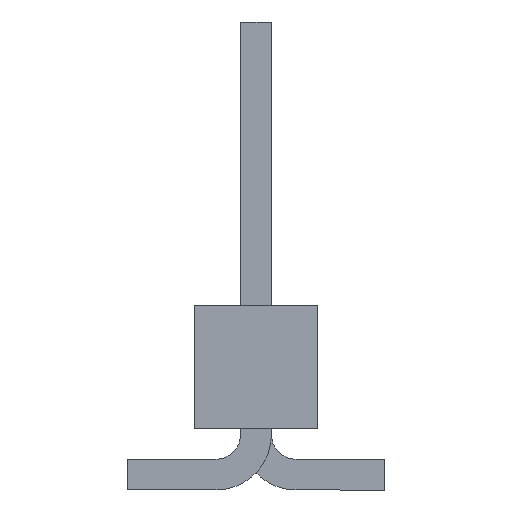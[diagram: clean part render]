
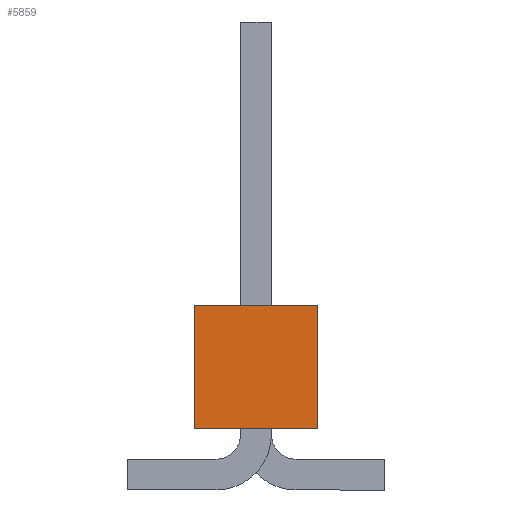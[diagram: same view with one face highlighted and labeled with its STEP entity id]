
A CAD part, left-side view. The second image highlights one B-rep face of the part: STEP entity #5859.
In plain terms, the highlighted face is planar.
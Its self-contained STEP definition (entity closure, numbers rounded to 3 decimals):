
#1304 = VERTEX_POINT('',#1305);
#1305 = CARTESIAN_POINT('',(24.13,1.27,1.27));
#1311 = EDGE_CURVE('',#1304,#1312,#1314,.T.);
#1312 = VERTEX_POINT('',#1313);
#1313 = CARTESIAN_POINT('',(24.13,1.27,-1.27));
#1314 = LINE('',#1315,#1316);
#1315 = CARTESIAN_POINT('',(24.13,1.27,1.27));
#1316 = VECTOR('',#1317,1.);
#1317 = DIRECTION('',(0.,0.,-1.));
#3102 = VERTEX_POINT('',#3103);
#3103 = CARTESIAN_POINT('',(24.13,-1.27,-1.27));
#3109 = EDGE_CURVE('',#3110,#3102,#3112,.T.);
#3110 = VERTEX_POINT('',#3111);
#3111 = CARTESIAN_POINT('',(24.13,-1.27,1.27));
#3112 = LINE('',#3113,#3114);
#3113 = CARTESIAN_POINT('',(24.13,-1.27,1.27));
#3114 = VECTOR('',#3115,1.);
#3115 = DIRECTION('',(0.,0.,-1.));
#4126 = EDGE_CURVE('',#1312,#3102,#4127,.T.);
#4127 = LINE('',#4128,#4129);
#4128 = CARTESIAN_POINT('',(24.13,1.27,-1.27));
#4129 = VECTOR('',#4130,1.);
#4130 = DIRECTION('',(0.,-1.,0.));
#4148 = EDGE_CURVE('',#1304,#3110,#4149,.T.);
#4149 = LINE('',#4150,#4151);
#4150 = CARTESIAN_POINT('',(24.13,1.27,1.27));
#4151 = VECTOR('',#4152,1.);
#4152 = DIRECTION('',(0.,-1.,0.));
#5859 = ADVANCED_FACE('',(#5860),#5866,.F.);
#5860 = FACE_BOUND('',#5861,.T.);
#5861 = EDGE_LOOP('',(#5862,#5863,#5864,#5865));
#5862 = ORIENTED_EDGE('',*,*,#3109,.T.);
#5863 = ORIENTED_EDGE('',*,*,#4126,.F.);
#5864 = ORIENTED_EDGE('',*,*,#1311,.F.);
#5865 = ORIENTED_EDGE('',*,*,#4148,.T.);
#5866 = PLANE('',#5867);
#5867 = AXIS2_PLACEMENT_3D('',#5868,#5869,#5870);
#5868 = CARTESIAN_POINT('',(24.13,1.27,1.27));
#5869 = DIRECTION('',(-1.,0.,0.));
#5870 = DIRECTION('',(0.,0.,1.));
